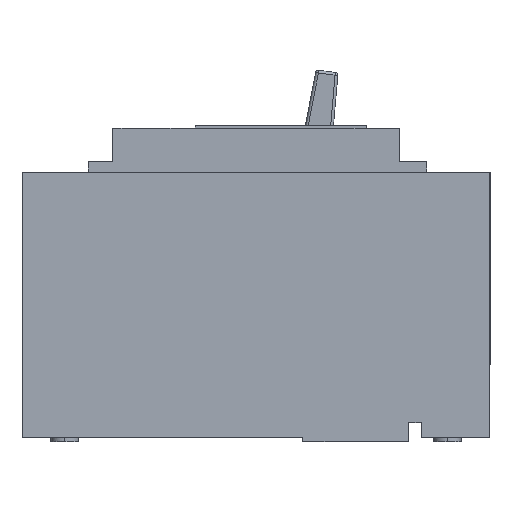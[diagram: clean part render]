
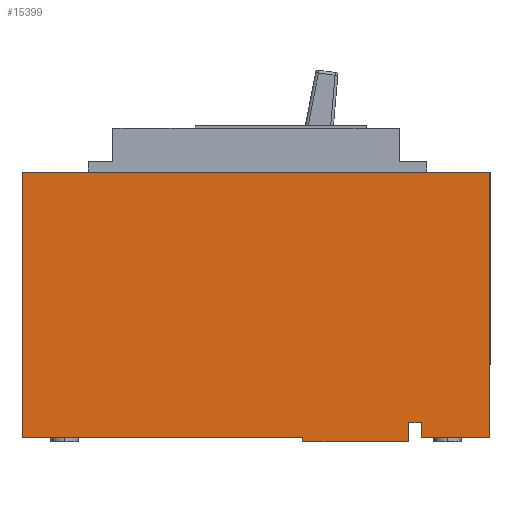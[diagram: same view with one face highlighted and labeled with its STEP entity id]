
A CAD part, top view. The second image highlights one B-rep face of the part: STEP entity #15399.
In plain terms, the highlighted planar face has unit normal (0, 0, 1).
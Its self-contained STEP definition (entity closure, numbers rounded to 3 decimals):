
#65 = DIRECTION ( 'NONE',  ( -1., 0., 0. ) ) ;
#92 = ORIENTED_EDGE ( 'NONE', *, *, #12824, .T. ) ;
#163 = DIRECTION ( 'NONE',  ( 1., 0., 0. ) ) ;
#415 = LINE ( 'NONE', #10744, #8804 ) ;
#674 = EDGE_CURVE ( 'NONE', #2388, #13922, #14259, .T. ) ;
#936 = DIRECTION ( 'NONE',  ( 1., 0., 0. ) ) ;
#1026 = VECTOR ( 'NONE', #1296, 1000. ) ;
#1092 = VECTOR ( 'NONE', #2797, 1000. ) ;
#1187 = CARTESIAN_POINT ( 'NONE',  ( 17., -1.5, 52.5 ) ) ;
#1236 = LINE ( 'NONE', #14389, #2225 ) ;
#1296 = DIRECTION ( 'NONE',  ( 1., 0., 0. ) ) ;
#1391 = CARTESIAN_POINT ( 'NONE',  ( 17., -1.5, 52.5 ) ) ;
#1433 = CARTESIAN_POINT ( 'NONE',  ( 85., 0., 52.5 ) ) ;
#1502 = CARTESIAN_POINT ( 'NONE',  ( -85., 0., 52.5 ) ) ;
#1696 = VERTEX_POINT ( 'NONE', #3376 ) ;
#1914 = ORIENTED_EDGE ( 'NONE', *, *, #10049, .T. ) ;
#1915 = CARTESIAN_POINT ( 'NONE',  ( 60., 0., 52.5 ) ) ;
#2029 = EDGE_LOOP ( 'NONE', ( #6876, #5723, #92, #1914, #2750, #5868, #10394, #11105, #10041, #14527 ) ) ;
#2225 = VECTOR ( 'NONE', #163, 1000. ) ;
#2342 = EDGE_CURVE ( 'NONE', #6186, #1696, #2788, .T. ) ;
#2388 = VERTEX_POINT ( 'NONE', #12596 ) ;
#2568 = VECTOR ( 'NONE', #6745, 1000. ) ;
#2750 = ORIENTED_EDGE ( 'NONE', *, *, #2342, .T. ) ;
#2788 = LINE ( 'NONE', #1187, #1026 ) ;
#2797 = DIRECTION ( 'NONE',  ( 0., -1., 0. ) ) ;
#2976 = FACE_OUTER_BOUND ( 'NONE', #2029, .T. ) ;
#3189 = CARTESIAN_POINT ( 'NONE',  ( 55.5, 5.5, 52.5 ) ) ;
#3376 = CARTESIAN_POINT ( 'NONE',  ( 55.5, -1.5, 52.5 ) ) ;
#4833 = CARTESIAN_POINT ( 'NONE',  ( 0., 0., 52.5 ) ) ;
#4933 = CARTESIAN_POINT ( 'NONE',  ( 55.5, -1.5, 52.5 ) ) ;
#5069 = EDGE_CURVE ( 'NONE', #13922, #15694, #9280, .T. ) ;
#5362 = CARTESIAN_POINT ( 'NONE',  ( 85., 96.3, 52.5 ) ) ;
#5452 = CARTESIAN_POINT ( 'NONE',  ( 17., 0., 52.5 ) ) ;
#5474 = VERTEX_POINT ( 'NONE', #3189 ) ;
#5723 = ORIENTED_EDGE ( 'NONE', *, *, #8175, .T. ) ;
#5766 = EDGE_CURVE ( 'NONE', #15021, #15285, #14988, .T. ) ;
#5868 = ORIENTED_EDGE ( 'NONE', *, *, #11093, .T. ) ;
#6186 = VERTEX_POINT ( 'NONE', #1391 ) ;
#6745 = DIRECTION ( 'NONE',  ( 0., -1., 0. ) ) ;
#6867 = VECTOR ( 'NONE', #8787, 1000. ) ;
#6876 = ORIENTED_EDGE ( 'NONE', *, *, #5069, .T. ) ;
#7063 = VECTOR ( 'NONE', #936, 1000. ) ;
#7208 = CARTESIAN_POINT ( 'NONE',  ( 60., 5.5, 52.5 ) ) ;
#8175 = EDGE_CURVE ( 'NONE', #15694, #9262, #11511, .T. ) ;
#8192 = CARTESIAN_POINT ( 'NONE',  ( -85., 96.3, 52.5 ) ) ;
#8787 = DIRECTION ( 'NONE',  ( 0., 1., 0. ) ) ;
#8804 = VECTOR ( 'NONE', #12043, 1000. ) ;
#9262 = VERTEX_POINT ( 'NONE', #1502 ) ;
#9280 = LINE ( 'NONE', #5362, #9883 ) ;
#9293 = CARTESIAN_POINT ( 'NONE',  ( -85., 96.3, 52.5 ) ) ;
#9305 = EDGE_CURVE ( 'NONE', #15285, #2388, #1236, .T. ) ;
#9773 = CARTESIAN_POINT ( 'NONE',  ( 60., 5.5, 52.5 ) ) ;
#9883 = VECTOR ( 'NONE', #65, 1000. ) ;
#10041 = ORIENTED_EDGE ( 'NONE', *, *, #9305, .T. ) ;
#10049 = EDGE_CURVE ( 'NONE', #11431, #6186, #13399, .T. ) ;
#10394 = ORIENTED_EDGE ( 'NONE', *, *, #10886, .T. ) ;
#10744 = CARTESIAN_POINT ( 'NONE',  ( -85., 0., 52.5 ) ) ;
#10877 = LINE ( 'NONE', #4933, #6867 ) ;
#10886 = EDGE_CURVE ( 'NONE', #5474, #15021, #13717, .T. ) ;
#11093 = EDGE_CURVE ( 'NONE', #1696, #5474, #10877, .T. ) ;
#11103 = CARTESIAN_POINT ( 'NONE',  ( 55.5, 5.5, 52.5 ) ) ;
#11105 = ORIENTED_EDGE ( 'NONE', *, *, #5766, .T. ) ;
#11163 = DIRECTION ( 'NONE',  ( 1., 0., 0. ) ) ;
#11335 = PLANE ( 'NONE',  #15612 ) ;
#11431 = VERTEX_POINT ( 'NONE', #16405 ) ;
#11511 = LINE ( 'NONE', #8192, #1092 ) ;
#11579 = VECTOR ( 'NONE', #16115, 1000. ) ;
#12043 = DIRECTION ( 'NONE',  ( 1., 0., 0. ) ) ;
#12391 = DIRECTION ( 'NONE',  ( 0., 0., 1. ) ) ;
#12596 = CARTESIAN_POINT ( 'NONE',  ( 85., 0., 52.5 ) ) ;
#12824 = EDGE_CURVE ( 'NONE', #9262, #11431, #415, .T. ) ;
#13399 = LINE ( 'NONE', #5452, #2568 ) ;
#13717 = LINE ( 'NONE', #11103, #7063 ) ;
#13922 = VERTEX_POINT ( 'NONE', #16011 ) ;
#14144 = DIRECTION ( 'NONE',  ( 0., 1., 0. ) ) ;
#14259 = LINE ( 'NONE', #1433, #15046 ) ;
#14389 = CARTESIAN_POINT ( 'NONE',  ( 60., 0., 52.5 ) ) ;
#14527 = ORIENTED_EDGE ( 'NONE', *, *, #674, .T. ) ;
#14988 = LINE ( 'NONE', #9773, #11579 ) ;
#15021 = VERTEX_POINT ( 'NONE', #7208 ) ;
#15046 = VECTOR ( 'NONE', #14144, 1000. ) ;
#15285 = VERTEX_POINT ( 'NONE', #1915 ) ;
#15399 = ADVANCED_FACE ( 'NONE', ( #2976 ), #11335, .T. ) ;
#15612 = AXIS2_PLACEMENT_3D ( 'NONE', #4833, #12391, #11163 ) ;
#15694 = VERTEX_POINT ( 'NONE', #9293 ) ;
#16011 = CARTESIAN_POINT ( 'NONE',  ( 85., 96.3, 52.5 ) ) ;
#16115 = DIRECTION ( 'NONE',  ( 0., -1., 0. ) ) ;
#16405 = CARTESIAN_POINT ( 'NONE',  ( 17., 0., 52.5 ) ) ;
